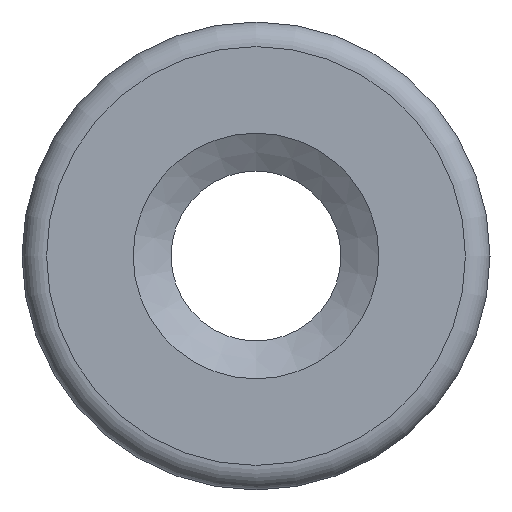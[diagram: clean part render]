
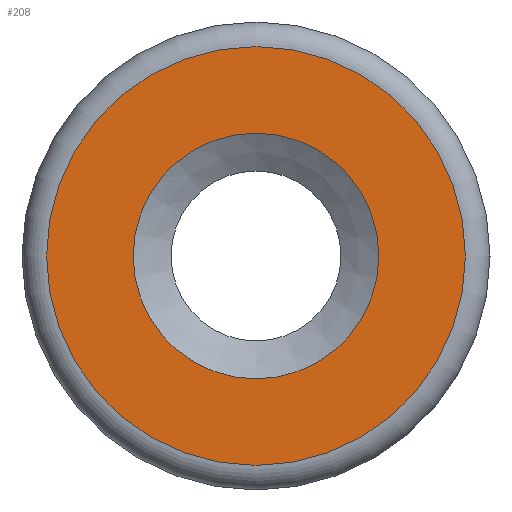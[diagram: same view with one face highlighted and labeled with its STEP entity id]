
A CAD part, left-side view. The second image highlights one B-rep face of the part: STEP entity #208.
In plain terms, the highlighted planar face has unit normal (-1, 0, 0).
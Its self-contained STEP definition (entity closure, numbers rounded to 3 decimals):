
#37=FACE_BOUND('',#66,.T.);
#41=PLANE('',#259);
#50=FACE_OUTER_BOUND('',#65,.T.);
#65=EDGE_LOOP('',(#170));
#66=EDGE_LOOP('',(#171));
#89=CIRCLE('',#258,8.525);
#90=CIRCLE('',#260,5.);
#107=VERTEX_POINT('',#384);
#108=VERTEX_POINT('',#388);
#130=EDGE_CURVE('',#107,#107,#89,.T.);
#131=EDGE_CURVE('',#108,#108,#90,.T.);
#170=ORIENTED_EDGE('',*,*,#130,.F.);
#171=ORIENTED_EDGE('',*,*,#131,.T.);
#208=ADVANCED_FACE('',(#50,#37),#41,.T.);
#258=AXIS2_PLACEMENT_3D('',#386,#316,#317);
#259=AXIS2_PLACEMENT_3D('',#387,#318,#319);
#260=AXIS2_PLACEMENT_3D('',#389,#320,#321);
#316=DIRECTION('center_axis',(1.,0.,0.));
#317=DIRECTION('ref_axis',(0.,-1.,0.));
#318=DIRECTION('center_axis',(-1.,0.,0.));
#319=DIRECTION('ref_axis',(0.,0.,1.));
#320=DIRECTION('center_axis',(1.,0.,0.));
#321=DIRECTION('ref_axis',(0.,0.,1.));
#384=CARTESIAN_POINT('',(0.,0.,8.525));
#386=CARTESIAN_POINT('Origin',(0.,0.,0.));
#387=CARTESIAN_POINT('Origin',(0.,9.525,0.));
#388=CARTESIAN_POINT('',(0.,0.,-5.));
#389=CARTESIAN_POINT('Origin',(0.,0.,0.));
